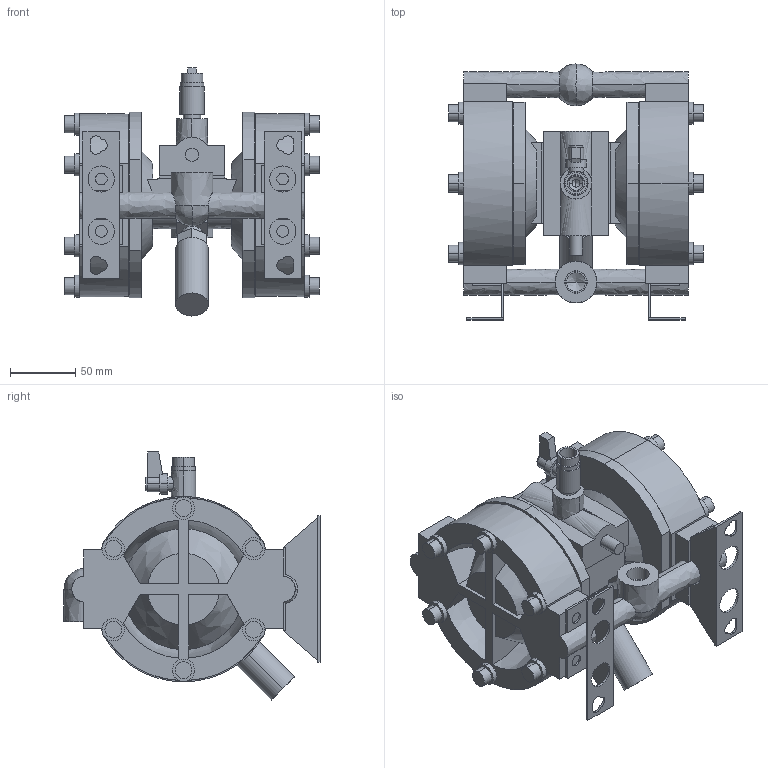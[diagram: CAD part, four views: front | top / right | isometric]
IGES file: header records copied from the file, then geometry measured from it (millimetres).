
Start section: SolidWorks IGES FILE using NURB representation for surfaces
Global section: file name: DP-10 BP□ YA.IGS; native system: SolidWorks 2004 by SolidWorks Corporation; preprocessor: Version 5.3; author: user; date: 050822.102009; units: millimetre
Bounding box: 195.2 x 196 x 189.88 mm (x, y, z)
Volume: 1623571.7 mm3; surface area: 267852.3 mm2
Topology: 2 solids, 5 shells, 427 faces, 1085 edges, 696 vertices
Faces by surface type: bspline 427
